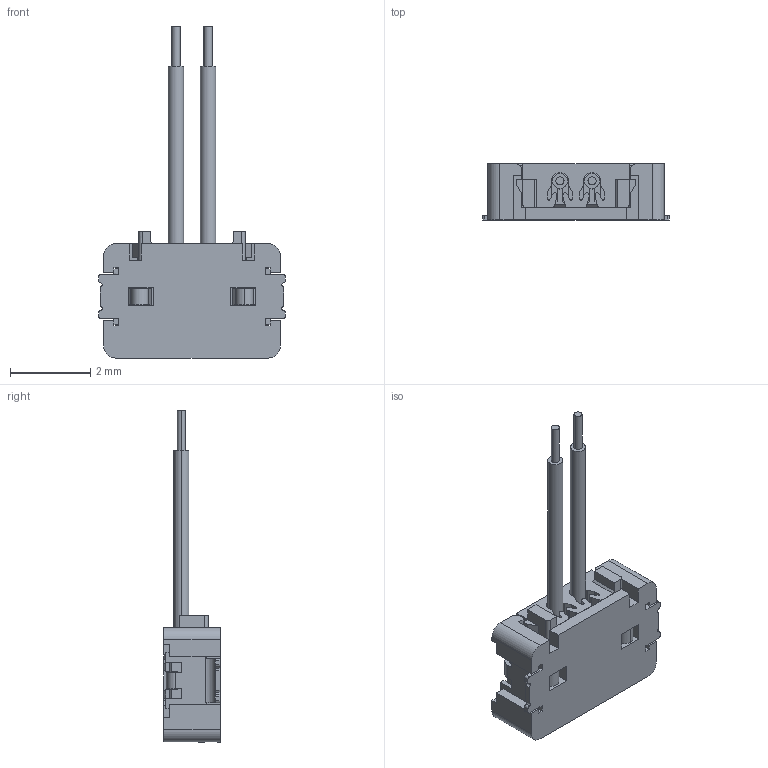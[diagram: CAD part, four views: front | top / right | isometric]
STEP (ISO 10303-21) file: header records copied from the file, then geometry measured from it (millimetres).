
FILE_DESCRIPTION (( 'STEP AP214' ), '1' );
FILE_NAME ('怍褪198181x鼠譫蚾饜.STEP', '2022-05-05T04:27:40', ( '' ), ( '' ), 'SwSTEP 2.0', 'SolidWorks 2017', '' );
FILE_SCHEMA (( 'AUTOMOTIVE_DESIGN' ));
Length unit declared in the file: millimetre
Products named in the file (5): 怍褪198181x鼠譫蚾饜; 32AWG杻睛韓7嘖盄-綻; 32AWG杻睛韓7嘖盄-窪; 怍褪1981812-1; 怍褪1981813-1
Assembly tree (4 placements, depth 2):
  怍褪198181x鼠譫蚾饜
    怍褪1981813-1
    怍褪1981812-1
    32AWG杻睛韓7嘖盄-綻
    32AWG杻睛韓7嘖盄-窪
Bounding box: 4.66 x 1.4 x 8.28 mm (x, y, z)
Volume: 14.8 mm3; surface area: 124.1 mm2
Topology: 4 solids, 4 shells, 513 faces, 1479 edges, 952 vertices
Faces by surface type: plane 394, cylinder 119
Entity records: 18992 total; most frequent: CARTESIAN_POINT 2981, ORIENTED_EDGE 2958, DIRECTION 2743, EDGE_CURVE 1479, LINE 1235, VECTOR 1235, VERTEX_POINT 952, AXIS2_PLACEMENT_3D 754
